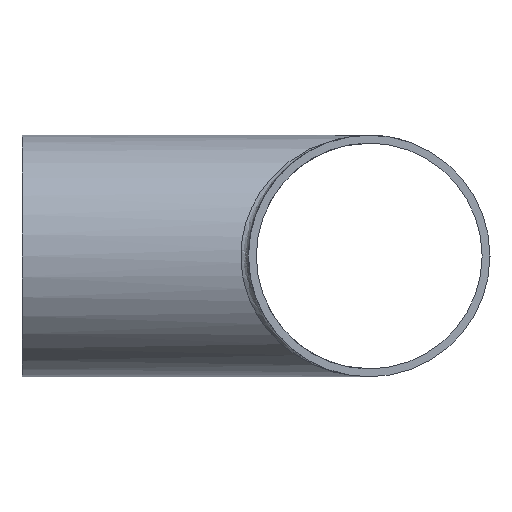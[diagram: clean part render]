
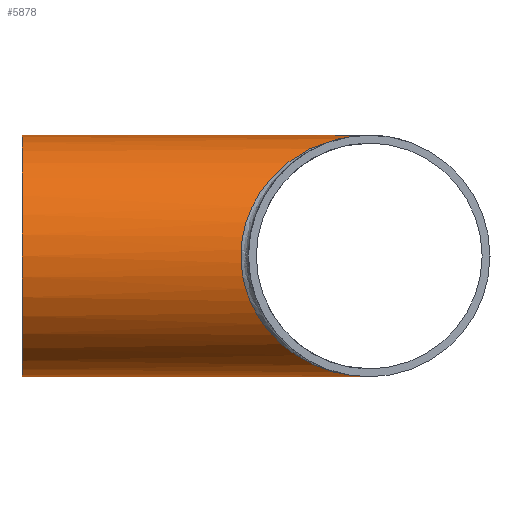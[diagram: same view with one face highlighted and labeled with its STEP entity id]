
A CAD part, left-side view. The second image highlights one B-rep face of the part: STEP entity #5878.
In plain terms, the highlighted cylindrical face has radius 25.4 mm (diameter 50.8 mm), a full revolution.
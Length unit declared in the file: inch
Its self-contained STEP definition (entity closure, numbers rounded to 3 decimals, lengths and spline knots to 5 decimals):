
#79=ELLIPSE('',#6211,1.45908,1.);
#80=ELLIPSE('',#6212,1.45908,1.);
#119=FACE_BOUND('',#1090,.T.);
#734=FACE_OUTER_BOUND('',#1089,.T.);
#1089=EDGE_LOOP('',(#5490,#5491));
#1090=EDGE_LOOP('',(#5492));
#2311=CIRCLE('',#6221,1.);
#2886=VERTEX_POINT('',#12874);
#2887=VERTEX_POINT('',#12875);
#2893=VERTEX_POINT('',#12997);
#3756=EDGE_CURVE('',#2887,#2886,#79,.T.);
#3757=EDGE_CURVE('',#2886,#2887,#80,.T.);
#3763=EDGE_CURVE('',#2893,#2893,#2311,.T.);
#5490=ORIENTED_EDGE('',*,*,#3757,.F.);
#5491=ORIENTED_EDGE('',*,*,#3756,.F.);
#5492=ORIENTED_EDGE('',*,*,#3763,.T.);
#5535=CYLINDRICAL_SURFACE('',#6220,1.);
#5878=ADVANCED_FACE('',(#734,#119),#5535,.T.);
#6211=AXIS2_PLACEMENT_3D('',#12932,#7292,#7293);
#6212=AXIS2_PLACEMENT_3D('',#12983,#7294,#7295);
#6220=AXIS2_PLACEMENT_3D('',#12996,#7310,#7311);
#6221=AXIS2_PLACEMENT_3D('',#12998,#7312,#7313);
#7292=DIRECTION('center_axis',(-0.728,-0.685,0.));
#7293=DIRECTION('ref_axis',(-0.685,0.728,0.));
#7294=DIRECTION('center_axis',(0.728,-0.685,0.));
#7295=DIRECTION('ref_axis',(0.685,0.728,0.));
#7310=DIRECTION('center_axis',(0.,-1.,0.));
#7311=DIRECTION('ref_axis',(1.,0.,0.));
#7312=DIRECTION('center_axis',(0.,-1.,0.));
#7313=DIRECTION('ref_axis',(1.,0.,0.));
#12874=CARTESIAN_POINT('',(0.,0.,-1.));
#12875=CARTESIAN_POINT('',(0.,0.,1.));
#12932=CARTESIAN_POINT('Origin',(0.,0.,0.));
#12983=CARTESIAN_POINT('Origin',(0.,0.,0.));
#12996=CARTESIAN_POINT('Origin',(0.,2.875,0.));
#12997=CARTESIAN_POINT('',(-1.,2.875,0.));
#12998=CARTESIAN_POINT('Origin',(0.,2.875,0.));
